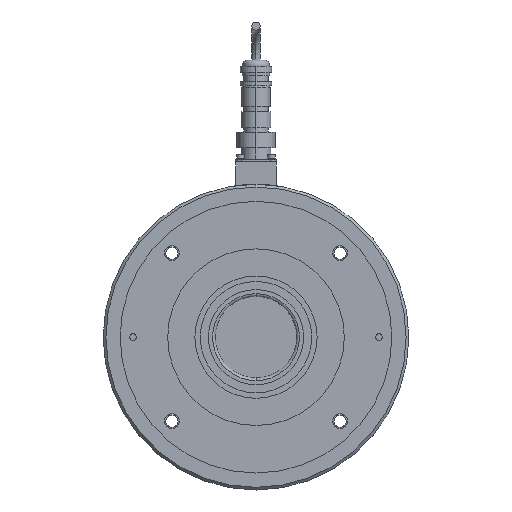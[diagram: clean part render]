
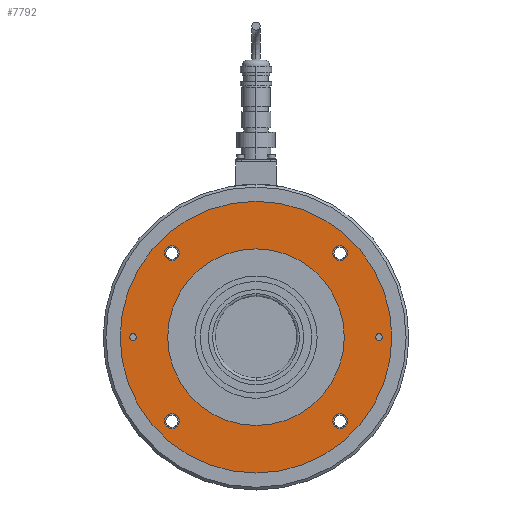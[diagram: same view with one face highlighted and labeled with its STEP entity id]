
A CAD part, left-side view. The second image highlights one B-rep face of the part: STEP entity #7792.
In plain terms, the highlighted face is planar.
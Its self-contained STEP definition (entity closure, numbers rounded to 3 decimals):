
#7142=CARTESIAN_POINT('',(3.1,100.0,0.0));
#7143=VERTEX_POINT('',#7142);
#7152=CARTESIAN_POINT('',(3.1,-100.0,0.));
#7153=VERTEX_POINT('',#7152);
#7154=CARTESIAN_POINT('',(3.1,0.0,0.0));
#7155=DIRECTION('',(1.0,0.0,0.0));
#7156=DIRECTION('',(0.0,1.0,0.0));
#7157=AXIS2_PLACEMENT_3D('',#7154,#7155,#7156);
#7158=CIRCLE('',#7157,100.0);
#7159=EDGE_CURVE('',#7153,#7143,#7158,.T.);
#7312=CARTESIAN_POINT('',(3.1,65.0,0.0));
#7313=VERTEX_POINT('',#7312);
#7329=CARTESIAN_POINT('',(3.1,-65.0,0.));
#7330=VERTEX_POINT('',#7329);
#7337=CARTESIAN_POINT('',(3.1,0.0,0.0));
#7338=DIRECTION('',(1.0,0.0,0.0));
#7339=DIRECTION('',(0.0,1.0,0.0));
#7340=AXIS2_PLACEMENT_3D('',#7337,#7338,#7339);
#7341=CIRCLE('',#7340,65.0);
#7342=EDGE_CURVE('',#7330,#7313,#7341,.T.);
#7354=CARTESIAN_POINT('',(3.1,61.872,-56.372));
#7355=VERTEX_POINT('',#7354);
#7371=CARTESIAN_POINT('',(3.1,61.872,-67.372));
#7372=VERTEX_POINT('',#7371);
#7379=CARTESIAN_POINT('',(3.1,61.872,-61.872));
#7380=DIRECTION('',(-1.0,0.0,0.0));
#7381=DIRECTION('',(0.0,0.0,1.0));
#7382=AXIS2_PLACEMENT_3D('',#7379,#7380,#7381);
#7383=CIRCLE('',#7382,5.5);
#7384=EDGE_CURVE('',#7355,#7372,#7383,.T.);
#7396=CARTESIAN_POINT('',(3.1,90.5,2.5));
#7397=VERTEX_POINT('',#7396);
#7413=CARTESIAN_POINT('',(3.1,90.5,-2.5));
#7414=VERTEX_POINT('',#7413);
#7421=CARTESIAN_POINT('',(3.1,90.5,0.));
#7422=DIRECTION('',(-1.0,0.0,0.0));
#7423=DIRECTION('',(0.0,0.0,1.0));
#7424=AXIS2_PLACEMENT_3D('',#7421,#7422,#7423);
#7425=CIRCLE('',#7424,2.5);
#7426=EDGE_CURVE('',#7397,#7414,#7425,.T.);
#7438=CARTESIAN_POINT('',(3.1,-56.372,-61.872));
#7439=VERTEX_POINT('',#7438);
#7455=CARTESIAN_POINT('',(3.1,-67.372,-61.872));
#7456=VERTEX_POINT('',#7455);
#7463=CARTESIAN_POINT('',(3.1,-61.872,-61.872));
#7464=DIRECTION('',(-1.0,0.0,0.0));
#7465=DIRECTION('',(0.0,1.0,0.0));
#7466=AXIS2_PLACEMENT_3D('',#7463,#7464,#7465);
#7467=CIRCLE('',#7466,5.5);
#7468=EDGE_CURVE('',#7439,#7456,#7467,.T.);
#7480=CARTESIAN_POINT('',(3.1,-61.872,56.372));
#7481=VERTEX_POINT('',#7480);
#7497=CARTESIAN_POINT('',(3.1,-61.872,67.372));
#7498=VERTEX_POINT('',#7497);
#7505=CARTESIAN_POINT('',(3.1,-61.872,61.872));
#7506=DIRECTION('',(-1.0,0.0,0.0));
#7507=DIRECTION('',(0.0,0.0,-1.0));
#7508=AXIS2_PLACEMENT_3D('',#7505,#7506,#7507);
#7509=CIRCLE('',#7508,5.5);
#7510=EDGE_CURVE('',#7481,#7498,#7509,.T.);
#7522=CARTESIAN_POINT('',(3.1,56.372,61.872));
#7523=VERTEX_POINT('',#7522);
#7539=CARTESIAN_POINT('',(3.1,67.372,61.872));
#7540=VERTEX_POINT('',#7539);
#7547=CARTESIAN_POINT('',(3.1,61.872,61.872));
#7548=DIRECTION('',(-1.0,0.0,0.0));
#7549=DIRECTION('',(0.0,-1.0,0.0));
#7550=AXIS2_PLACEMENT_3D('',#7547,#7548,#7549);
#7551=CIRCLE('',#7550,5.5);
#7552=EDGE_CURVE('',#7523,#7540,#7551,.T.);
#7564=CARTESIAN_POINT('',(3.1,-90.5,-2.5));
#7565=VERTEX_POINT('',#7564);
#7581=CARTESIAN_POINT('',(3.1,-90.5,2.5));
#7582=VERTEX_POINT('',#7581);
#7589=CARTESIAN_POINT('',(3.1,-90.5,0.));
#7590=DIRECTION('',(-1.0,0.0,0.0));
#7591=DIRECTION('',(0.0,0.0,-1.0));
#7592=AXIS2_PLACEMENT_3D('',#7589,#7590,#7591);
#7593=CIRCLE('',#7592,2.5);
#7594=EDGE_CURVE('',#7565,#7582,#7593,.T.);
#7605=CARTESIAN_POINT('',(3.1,-90.5,0.));
#7606=DIRECTION('',(-1.0,0.0,0.0));
#7607=DIRECTION('',(0.0,0.0,-1.0));
#7608=AXIS2_PLACEMENT_3D('',#7605,#7606,#7607);
#7609=CIRCLE('',#7608,2.5);
#7610=EDGE_CURVE('',#7582,#7565,#7609,.T.);
#7629=CARTESIAN_POINT('',(3.1,61.872,61.872));
#7630=DIRECTION('',(-1.0,0.0,0.0));
#7631=DIRECTION('',(0.0,-1.0,0.0));
#7632=AXIS2_PLACEMENT_3D('',#7629,#7630,#7631);
#7633=CIRCLE('',#7632,5.5);
#7634=EDGE_CURVE('',#7540,#7523,#7633,.T.);
#7653=CARTESIAN_POINT('',(3.1,-61.872,61.872));
#7654=DIRECTION('',(-1.0,0.0,0.0));
#7655=DIRECTION('',(0.0,0.0,-1.0));
#7656=AXIS2_PLACEMENT_3D('',#7653,#7654,#7655);
#7657=CIRCLE('',#7656,5.5);
#7658=EDGE_CURVE('',#7498,#7481,#7657,.T.);
#7677=CARTESIAN_POINT('',(3.1,-61.872,-61.872));
#7678=DIRECTION('',(-1.0,0.0,0.0));
#7679=DIRECTION('',(0.0,1.0,0.0));
#7680=AXIS2_PLACEMENT_3D('',#7677,#7678,#7679);
#7681=CIRCLE('',#7680,5.5);
#7682=EDGE_CURVE('',#7456,#7439,#7681,.T.);
#7701=CARTESIAN_POINT('',(3.1,90.5,0.));
#7702=DIRECTION('',(-1.0,0.0,0.0));
#7703=DIRECTION('',(0.0,0.0,1.0));
#7704=AXIS2_PLACEMENT_3D('',#7701,#7702,#7703);
#7705=CIRCLE('',#7704,2.5);
#7706=EDGE_CURVE('',#7414,#7397,#7705,.T.);
#7725=CARTESIAN_POINT('',(3.1,61.872,-61.872));
#7726=DIRECTION('',(-1.0,0.0,0.0));
#7727=DIRECTION('',(0.0,0.0,1.0));
#7728=AXIS2_PLACEMENT_3D('',#7725,#7726,#7727);
#7729=CIRCLE('',#7728,5.5);
#7730=EDGE_CURVE('',#7372,#7355,#7729,.T.);
#7743=CARTESIAN_POINT('',(3.1,-110.0,110.0));
#7744=DIRECTION('',(1.0,0.0,0.0));
#7745=DIRECTION('',(0.0,0.0,-1.0));
#7746=AXIS2_PLACEMENT_3D('',#7743,#7744,#7745);
#7747=PLANE('',#7746);
#7748=CARTESIAN_POINT('',(3.1,0.0,0.0));
#7749=DIRECTION('',(1.0,0.0,0.0));
#7750=DIRECTION('',(0.0,1.0,0.0));
#7751=AXIS2_PLACEMENT_3D('',#7748,#7749,#7750);
#7752=CIRCLE('',#7751,100.0);
#7753=EDGE_CURVE('',#7143,#7153,#7752,.T.);
#7754=ORIENTED_EDGE('',*,*,#7753,.T.);
#7755=ORIENTED_EDGE('',*,*,#7159,.T.);
#7756=EDGE_LOOP('',(#7754,#7755));
#7757=FACE_OUTER_BOUND('',#7756,.T.);
#7758=ORIENTED_EDGE('',*,*,#7610,.T.);
#7759=ORIENTED_EDGE('',*,*,#7594,.T.);
#7760=EDGE_LOOP('',(#7758,#7759));
#7761=FACE_BOUND('',#7760,.T.);
#7762=ORIENTED_EDGE('',*,*,#7634,.T.);
#7763=ORIENTED_EDGE('',*,*,#7552,.T.);
#7764=EDGE_LOOP('',(#7762,#7763));
#7765=FACE_BOUND('',#7764,.T.);
#7766=ORIENTED_EDGE('',*,*,#7658,.T.);
#7767=ORIENTED_EDGE('',*,*,#7510,.T.);
#7768=EDGE_LOOP('',(#7766,#7767));
#7769=FACE_BOUND('',#7768,.T.);
#7770=ORIENTED_EDGE('',*,*,#7682,.T.);
#7771=ORIENTED_EDGE('',*,*,#7468,.T.);
#7772=EDGE_LOOP('',(#7770,#7771));
#7773=FACE_BOUND('',#7772,.T.);
#7774=ORIENTED_EDGE('',*,*,#7706,.T.);
#7775=ORIENTED_EDGE('',*,*,#7426,.T.);
#7776=EDGE_LOOP('',(#7774,#7775));
#7777=FACE_BOUND('',#7776,.T.);
#7778=ORIENTED_EDGE('',*,*,#7730,.T.);
#7779=ORIENTED_EDGE('',*,*,#7384,.T.);
#7780=EDGE_LOOP('',(#7778,#7779));
#7781=FACE_BOUND('',#7780,.T.);
#7782=CARTESIAN_POINT('',(3.1,0.0,0.0));
#7783=DIRECTION('',(1.0,0.0,0.0));
#7784=DIRECTION('',(0.0,1.0,0.0));
#7785=AXIS2_PLACEMENT_3D('',#7782,#7783,#7784);
#7786=CIRCLE('',#7785,65.0);
#7787=EDGE_CURVE('',#7313,#7330,#7786,.T.);
#7788=ORIENTED_EDGE('',*,*,#7787,.F.);
#7789=ORIENTED_EDGE('',*,*,#7342,.F.);
#7790=EDGE_LOOP('',(#7788,#7789));
#7791=FACE_BOUND('',#7790,.T.);
#7792=ADVANCED_FACE('',(#7757,#7761,#7765,#7769,#7773,#7777,#7781,#7791),#7747,.T.);
